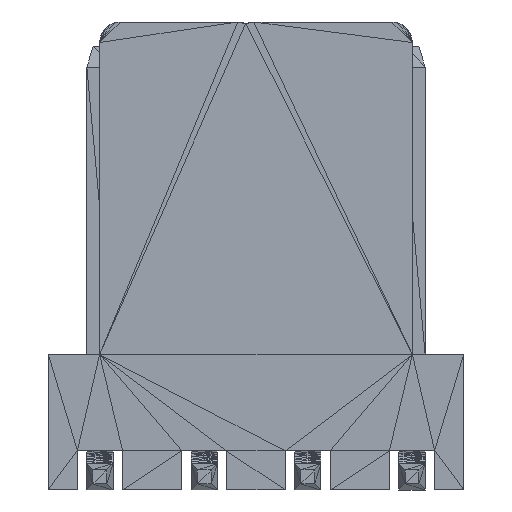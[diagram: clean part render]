
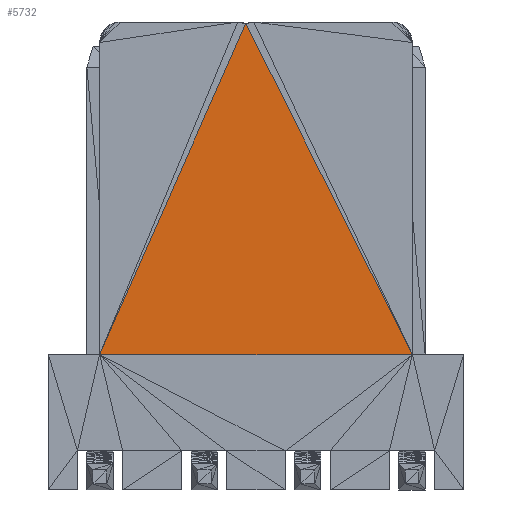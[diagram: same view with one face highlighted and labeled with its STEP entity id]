
A CAD part, front view. The second image highlights one B-rep face of the part: STEP entity #5732.
In plain terms, the highlighted planar face has unit normal (0, -1, 0).
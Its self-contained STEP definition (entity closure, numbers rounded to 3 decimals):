
#4734 = VERTEX_POINT('',#4735);
#4735 = CARTESIAN_POINT('',(1.25,2.95,3.3
    ));
#5287 = VERTEX_POINT('',#5288);
#5288 = CARTESIAN_POINT('',(8.87,2.95,3.3
    ));
#5666 = PLANE('',#5667);
#5667 = AXIS2_PLACEMENT_3D('',#5668,#5669,#5670);
#5668 = CARTESIAN_POINT('',(6.868,2.95,7.385)
  );
#5669 = DIRECTION('',(-0.,-1.,-0.));
#5670 = DIRECTION('',(0.,0.,-1.));
#5680 = EDGE_CURVE('',#5681,#5287,#5683,.T.);
#5681 = VERTEX_POINT('',#5682);
#5682 = CARTESIAN_POINT('',(4.81,2.95,
    11.359));
#5683 = SURFACE_CURVE('',#5684,(#5688,#5695),.PCURVE_S1.);
#5684 = LINE('',#5685,#5686);
#5685 = CARTESIAN_POINT('',(4.81,2.95,
    11.359));
#5686 = VECTOR('',#5687,1.);
#5687 = DIRECTION('',(0.45,0.,-0.893));
#5688 = PCURVE('',#5666,#5689);
#5689 = DEFINITIONAL_REPRESENTATION('',(#5690),#5694);
#5690 = LINE('',#5691,#5692);
#5691 = CARTESIAN_POINT('',(-3.973,-2.058));
#5692 = VECTOR('',#5693,1.);
#5693 = DIRECTION('',(0.893,0.45));
#5694 = ( GEOMETRIC_REPRESENTATION_CONTEXT(2) 
PARAMETRIC_REPRESENTATION_CONTEXT() REPRESENTATION_CONTEXT('2D SPACE',''
  ) );
#5695 = PCURVE('',#5696,#5701);
#5696 = PLANE('',#5697);
#5697 = AXIS2_PLACEMENT_3D('',#5698,#5699,#5700);
#5698 = CARTESIAN_POINT('',(4.988,2.95,6.123
    ));
#5699 = DIRECTION('',(0.,-1.,0.));
#5700 = DIRECTION('',(-1.,0.,0.));
#5701 = DEFINITIONAL_REPRESENTATION('',(#5702),#5705);
#5702 = B_SPLINE_CURVE_WITH_KNOTS('',1,(#5703,#5704),.UNSPECIFIED.,.F.,
  .F.,(2,2),(0.,9.023),.PIECEWISE_BEZIER_KNOTS.);
#5703 = CARTESIAN_POINT('',(0.178,-5.235));
#5704 = CARTESIAN_POINT('',(-3.882,2.823));
#5705 = ( GEOMETRIC_REPRESENTATION_CONTEXT(2) 
PARAMETRIC_REPRESENTATION_CONTEXT() REPRESENTATION_CONTEXT('2D SPACE',''
  ) );
#5732 = ADVANCED_FACE('',(#5733),#5696,.T.);
#5733 = FACE_BOUND('',#5734,.T.);
#5734 = EDGE_LOOP('',(#5735,#5760,#5761));
#5735 = ORIENTED_EDGE('',*,*,#5736,.T.);
#5736 = EDGE_CURVE('',#4734,#5287,#5737,.T.);
#5737 = SURFACE_CURVE('',#5738,(#5742,#5749),.PCURVE_S1.);
#5738 = LINE('',#5739,#5740);
#5739 = CARTESIAN_POINT('',(1.25,2.95,3.3
    ));
#5740 = VECTOR('',#5741,1.);
#5741 = DIRECTION('',(1.,0.,0.));
#5742 = PCURVE('',#5696,#5743);
#5743 = DEFINITIONAL_REPRESENTATION('',(#5744),#5748);
#5744 = LINE('',#5745,#5746);
#5745 = CARTESIAN_POINT('',(3.738,2.823));
#5746 = VECTOR('',#5747,1.);
#5747 = DIRECTION('',(-1.,0.));
#5748 = ( GEOMETRIC_REPRESENTATION_CONTEXT(2) 
PARAMETRIC_REPRESENTATION_CONTEXT() REPRESENTATION_CONTEXT('2D SPACE',''
  ) );
#5749 = PCURVE('',#5750,#5755);
#5750 = PLANE('',#5751);
#5751 = AXIS2_PLACEMENT_3D('',#5752,#5753,#5754);
#5752 = CARTESIAN_POINT('',(5.114,2.95,2.665
    ));
#5753 = DIRECTION('',(0.,-1.,0.));
#5754 = DIRECTION('',(-1.,0.,0.));
#5755 = DEFINITIONAL_REPRESENTATION('',(#5756),#5759);
#5756 = B_SPLINE_CURVE_WITH_KNOTS('',1,(#5757,#5758),.UNSPECIFIED.,.F.,
  .F.,(2,2),(0.,7.62),.PIECEWISE_BEZIER_KNOTS.);
#5757 = CARTESIAN_POINT('',(3.864,-0.636));
#5758 = CARTESIAN_POINT('',(-3.756,-0.636));
#5759 = ( GEOMETRIC_REPRESENTATION_CONTEXT(2) 
PARAMETRIC_REPRESENTATION_CONTEXT() REPRESENTATION_CONTEXT('2D SPACE',''
  ) );
#5760 = ORIENTED_EDGE('',*,*,#5680,.F.);
#5761 = ORIENTED_EDGE('',*,*,#5762,.T.);
#5762 = EDGE_CURVE('',#5681,#4734,#5763,.T.);
#5763 = SURFACE_CURVE('',#5764,(#5768,#5775),.PCURVE_S1.);
#5764 = LINE('',#5765,#5766);
#5765 = CARTESIAN_POINT('',(4.81,2.95,
    11.359));
#5766 = VECTOR('',#5767,1.);
#5767 = DIRECTION('',(-0.404,0.,-0.915));
#5768 = PCURVE('',#5696,#5769);
#5769 = DEFINITIONAL_REPRESENTATION('',(#5770),#5774);
#5770 = LINE('',#5771,#5772);
#5771 = CARTESIAN_POINT('',(0.178,-5.235));
#5772 = VECTOR('',#5773,1.);
#5773 = DIRECTION('',(0.404,0.915));
#5774 = ( GEOMETRIC_REPRESENTATION_CONTEXT(2) 
PARAMETRIC_REPRESENTATION_CONTEXT() REPRESENTATION_CONTEXT('2D SPACE',''
  ) );
#5775 = PCURVE('',#5776,#5781);
#5776 = PLANE('',#5777);
#5777 = AXIS2_PLACEMENT_3D('',#5778,#5779,#5780);
#5778 = CARTESIAN_POINT('',(3.,2.95,7.386
    ));
#5779 = DIRECTION('',(0.,-1.,0.));
#5780 = DIRECTION('',(-1.,0.,0.));
#5781 = DEFINITIONAL_REPRESENTATION('',(#5782),#5785);
#5782 = B_SPLINE_CURVE_WITH_KNOTS('',1,(#5783,#5784),.UNSPECIFIED.,.F.,
  .F.,(2,2),(0.,8.81),.PIECEWISE_BEZIER_KNOTS.);
#5783 = CARTESIAN_POINT('',(-1.81,-3.972));
#5784 = CARTESIAN_POINT('',(1.75,4.086));
#5785 = ( GEOMETRIC_REPRESENTATION_CONTEXT(2) 
PARAMETRIC_REPRESENTATION_CONTEXT() REPRESENTATION_CONTEXT('2D SPACE',''
  ) );
